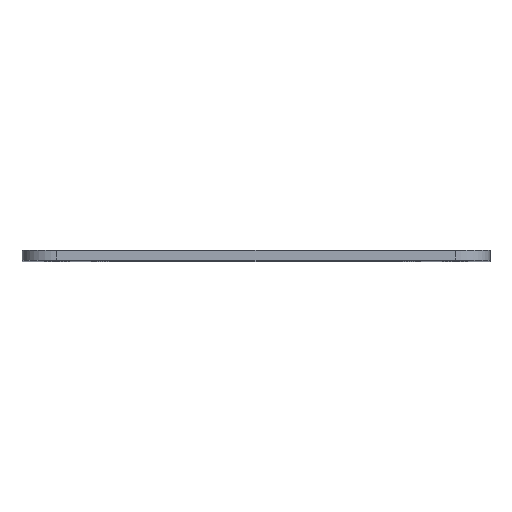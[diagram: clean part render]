
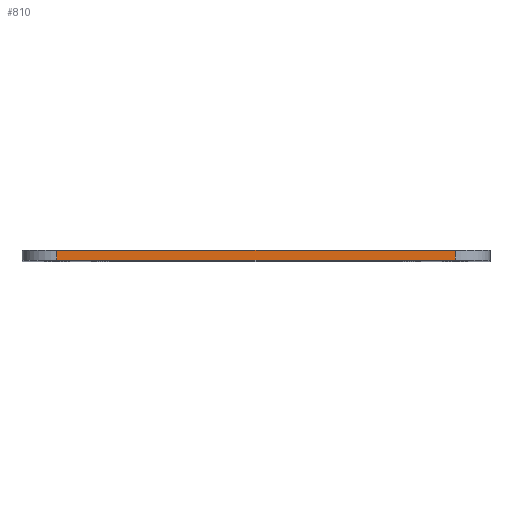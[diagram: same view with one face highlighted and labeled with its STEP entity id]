
A CAD part, top view. The second image highlights one B-rep face of the part: STEP entity #810.
In plain terms, the highlighted planar face has unit normal (0, 0, 1).
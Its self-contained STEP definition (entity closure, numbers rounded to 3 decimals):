
#48=PLANE('',#913);
#86=FACE_OUTER_BOUND('',#126,.T.);
#126=EDGE_LOOP('',(#659,#660,#661,#662));
#212=LINE('',#1365,#282);
#213=LINE('',#1368,#283);
#214=LINE('',#1370,#284);
#215=LINE('',#1371,#285);
#282=VECTOR('',#1131,10.);
#283=VECTOR('',#1134,10.);
#284=VECTOR('',#1135,10.);
#285=VECTOR('',#1136,10.);
#403=VERTEX_POINT('',#1361);
#404=VERTEX_POINT('',#1363);
#405=VERTEX_POINT('',#1367);
#406=VERTEX_POINT('',#1369);
#512=EDGE_CURVE('',#403,#404,#212,.T.);
#513=EDGE_CURVE('',#405,#403,#213,.T.);
#514=EDGE_CURVE('',#406,#404,#214,.T.);
#515=EDGE_CURVE('',#405,#406,#215,.T.);
#659=ORIENTED_EDGE('',*,*,#513,.T.);
#660=ORIENTED_EDGE('',*,*,#512,.T.);
#661=ORIENTED_EDGE('',*,*,#514,.F.);
#662=ORIENTED_EDGE('',*,*,#515,.F.);
#810=ADVANCED_FACE('',(#86),#48,.T.);
#913=AXIS2_PLACEMENT_3D('',#1366,#1132,#1133);
#1131=DIRECTION('',(0.,1.,0.));
#1132=DIRECTION('center_axis',(0.,0.,1.));
#1133=DIRECTION('ref_axis',(1.,0.,0.));
#1134=DIRECTION('',(1.,0.,0.));
#1135=DIRECTION('',(1.,0.,0.));
#1136=DIRECTION('',(0.,1.,0.));
#1361=CARTESIAN_POINT('',(20.,0.,43.5));
#1363=CARTESIAN_POINT('',(20.,1.,43.5));
#1365=CARTESIAN_POINT('',(20.,0.,43.5));
#1366=CARTESIAN_POINT('Origin',(-20.,0.,43.5));
#1367=CARTESIAN_POINT('',(-20.,0.,43.5));
#1368=CARTESIAN_POINT('',(-20.,0.,43.5));
#1369=CARTESIAN_POINT('',(-20.,1.,43.5));
#1370=CARTESIAN_POINT('',(-20.,1.,43.5));
#1371=CARTESIAN_POINT('',(-20.,0.,43.5));
